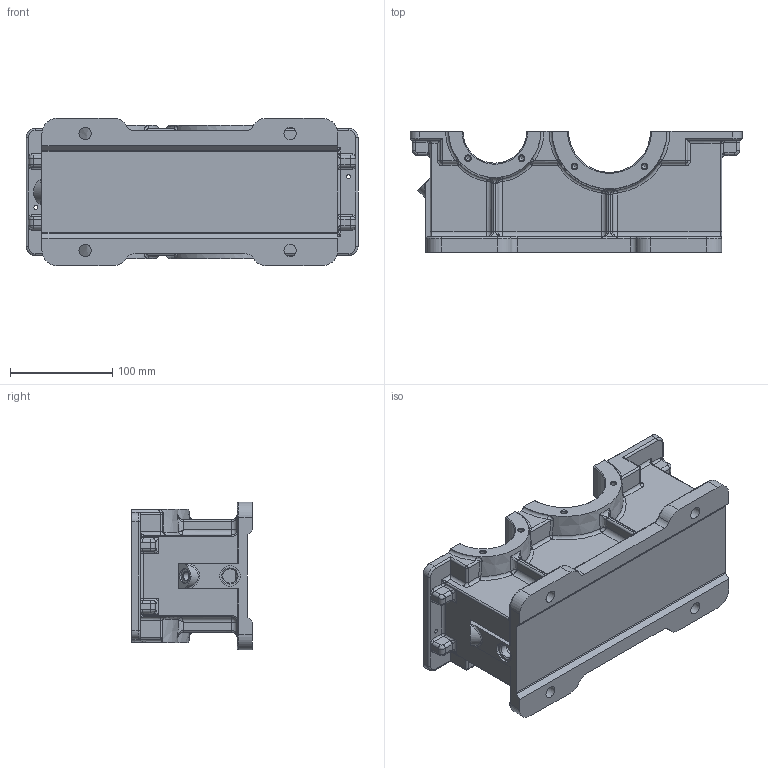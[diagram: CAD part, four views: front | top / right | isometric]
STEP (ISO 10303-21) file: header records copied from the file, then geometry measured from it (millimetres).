
FILE_DESCRIPTION(/* description */ (''),/* implementation_level */ '2;1');
FILE_NAME(/* name */ 'Gehaeuse_path.stp',/* time_stamp */ '2022-08-19T14:58:23+02:00',/* author */ (''),/* organization */ (''),/* preprocessor_version */ 'ST-DEVELOPER v16.7',/* originating_system */ 'SIEMENS PLM Software NX 12.0',/* authorisation */ '');
FILE_SCHEMA (('AUTOMOTIVE_DESIGN { 1 0 10303 214 3 1 1 1 }'));
Length unit declared in the file: millimetre
Products named in the file (1): manu35A06731utvi
Bounding box: 324 x 118 x 144 mm (x, y, z)
Volume: 1389474.3 mm3; surface area: 275616 mm2
Topology: 1 solids, 1 shells, 577 faces, 1395 edges, 799 vertices
Faces by surface type: cylinder 207, plane 127, bspline 112, torus 60, cone 46, sphere 25
Full cylindrical faces by diameter (mm): 4 x2, 4.917 x12, 6.647 x6, 8.376 x1, 12 x4, 13.835 x1, 14 x1, 20 x1, 22 x4
Entity records: 20224 total; most frequent: CARTESIAN_POINT 8064, ORIENTED_EDGE 2502, DIRECTION 2333, EDGE_CURVE 1251, AXIS2_PLACEMENT_3D 938, VERTEX_POINT 771, EDGE_LOOP 670, ADVANCED_FACE 577
